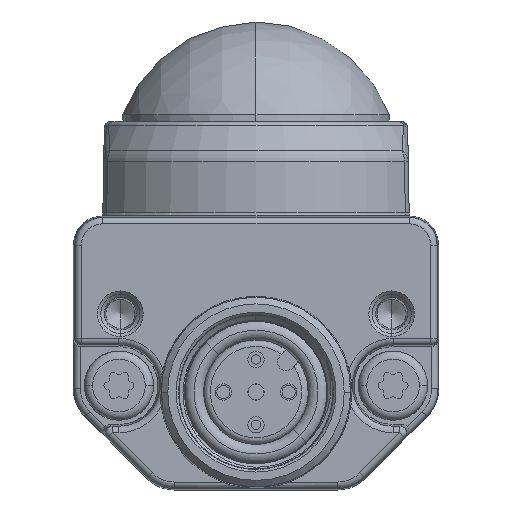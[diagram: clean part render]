
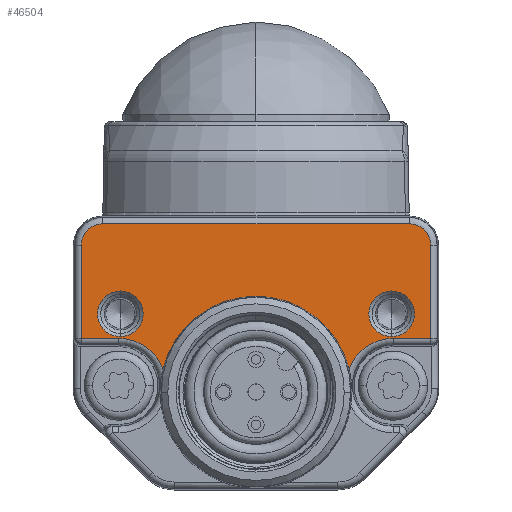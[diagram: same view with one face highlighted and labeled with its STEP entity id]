
A CAD part, left-side view. The second image highlights one B-rep face of the part: STEP entity #46504.
In plain terms, the highlighted face is planar.
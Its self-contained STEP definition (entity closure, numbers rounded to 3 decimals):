
#41463=CARTESIAN_POINT('',(13.,13.5,10.392));
#41464=DIRECTION('',(-1.,0.,0.));
#41465=DIRECTION('',(0.,1.,0.));
#41466=AXIS2_PLACEMENT_3D('',#41463,#41464,#41465);
#41468=CARTESIAN_POINT('',(13.,13.5,10.392));
#41469=DIRECTION('',(-1.,0.,0.));
#41470=DIRECTION('',(0.,-1.,0.));
#41471=AXIS2_PLACEMENT_3D('',#41468,#41469,#41470);
#41473=CARTESIAN_POINT('',(13.,13.5,-10.392));
#41474=DIRECTION('',(-1.,0.,0.));
#41475=DIRECTION('',(0.,-1.,0.));
#41476=AXIS2_PLACEMENT_3D('',#41473,#41474,#41475);
#41478=CARTESIAN_POINT('',(13.,13.5,-10.392));
#41479=DIRECTION('',(-1.,0.,0.));
#41480=DIRECTION('',(0.,1.,0.));
#41481=AXIS2_PLACEMENT_3D('',#41478,#41479,#41480);
#41483=CARTESIAN_POINT('',(13.,8.,-10.5));
#41484=DIRECTION('',(-1.,0.,0.));
#41485=DIRECTION('',(0.,0.359,0.933));
#41486=AXIS2_PLACEMENT_3D('',#41483,#41484,#41485);
#41488=CARTESIAN_POINT('',(13.,7.5,0.));
#41489=DIRECTION('',(1.,0.,0.));
#41490=DIRECTION('',(0.,0.244,-0.97));
#41491=AXIS2_PLACEMENT_3D('',#41488,#41489,#41490);
#41493=CARTESIAN_POINT('',(13.,8.,10.5));
#41494=DIRECTION('',(-1.,0.,0.));
#41495=DIRECTION('',(0.,1.,0.));
#41496=AXIS2_PLACEMENT_3D('',#41493,#41494,#41495);
#41498=DIRECTION('',(0.,0.,-1.));
#41499=VECTOR('',#41498,2.891);
#41500=CARTESIAN_POINT('',(13.,11.614,13.391));
#41501=LINE('',#41500,#41499);
#41502=DIRECTION('',(0.,-1.,0.));
#41503=VECTOR('',#41502,7.136);
#41504=CARTESIAN_POINT('',(13.,18.75,13.391));
#41505=LINE('',#41504,#41503);
#41506=CARTESIAN_POINT('',(13.,18.75,11.75));
#41507=DIRECTION('',(1.,0.,0.));
#41508=DIRECTION('',(0.,1.,0.));
#41509=AXIS2_PLACEMENT_3D('',#41506,#41507,#41508);
#41511=DIRECTION('',(0.,0.,1.));
#41512=VECTOR('',#41511,23.5);
#41513=CARTESIAN_POINT('',(13.,20.391,-11.75));
#41514=LINE('',#41513,#41512);
#41515=CARTESIAN_POINT('',(13.,18.75,-11.75));
#41516=DIRECTION('',(1.,0.,0.));
#41517=DIRECTION('',(0.,0.,-1.));
#41518=AXIS2_PLACEMENT_3D('',#41515,#41516,#41517);
#41520=DIRECTION('',(0.,1.,0.));
#41521=VECTOR('',#41520,7.136);
#41522=CARTESIAN_POINT('',(13.,11.614,-13.391));
#41523=LINE('',#41522,#41521);
#41524=DIRECTION('',(0.,0.,-1.));
#41525=VECTOR('',#41524,2.891);
#41526=CARTESIAN_POINT('',(13.,11.614,-10.5));
#41527=LINE('',#41526,#41525);
#41704=CARTESIAN_POINT('',(13.,9.297,-7.127));
#41772=CARTESIAN_POINT('',(13.,9.297,7.127));
#45782=VERTEX_POINT('',#41704);
#45783=VERTEX_POINT('',#41772);
#45848=CARTESIAN_POINT('',(13.,20.391,11.75));
#45849=CARTESIAN_POINT('',(13.,18.75,13.391));
#45850=VERTEX_POINT('',#45848);
#45851=VERTEX_POINT('',#45849);
#45856=CARTESIAN_POINT('',(13.,20.391,-11.75));
#45857=VERTEX_POINT('',#45856);
#45860=CARTESIAN_POINT('',(13.,18.75,-13.391));
#45861=VERTEX_POINT('',#45860);
#45888=CARTESIAN_POINT('',(13.,15.25,10.392));
#45889=CARTESIAN_POINT('',(13.,11.75,10.392));
#45890=VERTEX_POINT('',#45888);
#45891=VERTEX_POINT('',#45889);
#45892=CARTESIAN_POINT('',(13.,11.75,-10.392));
#45893=CARTESIAN_POINT('',(13.,15.25,-10.392));
#45894=VERTEX_POINT('',#45892);
#45895=VERTEX_POINT('',#45893);
#45896=CARTESIAN_POINT('',(13.,11.614,-10.5));
#45897=VERTEX_POINT('',#45896);
#45898=CARTESIAN_POINT('',(13.,11.614,-13.391));
#45899=VERTEX_POINT('',#45898);
#45934=CARTESIAN_POINT('',(13.,11.614,10.5));
#45935=VERTEX_POINT('',#45934);
#45936=CARTESIAN_POINT('',(13.,11.614,13.391));
#45937=VERTEX_POINT('',#45936);
#46465=CARTESIAN_POINT('',(13.,0.,0.));
#46466=DIRECTION('',(1.,0.,0.));
#46467=DIRECTION('',(0.,0.,-1.));
#46468=AXIS2_PLACEMENT_3D('',#46465,#46466,#46467);
#46469=PLANE('',#46468);
#46471=ORIENTED_EDGE('',*,*,#46470,.F.);
#46473=ORIENTED_EDGE('',*,*,#46472,.T.);
#46475=ORIENTED_EDGE('',*,*,#46474,.F.);
#46477=ORIENTED_EDGE('',*,*,#46476,.F.);
#46479=ORIENTED_EDGE('',*,*,#46478,.F.);
#46481=ORIENTED_EDGE('',*,*,#46480,.F.);
#46483=ORIENTED_EDGE('',*,*,#46482,.F.);
#46485=ORIENTED_EDGE('',*,*,#46484,.F.);
#46487=ORIENTED_EDGE('',*,*,#46486,.F.);
#46489=ORIENTED_EDGE('',*,*,#46488,.F.);
#46490=EDGE_LOOP('',(#46471,#46473,#46475,#46477,#46479,#46481,#46483,#46485,
#46487,#46489));
#46491=FACE_OUTER_BOUND('',#46490,.F.);
#46493=ORIENTED_EDGE('',*,*,#46492,.F.);
#46495=ORIENTED_EDGE('',*,*,#46494,.F.);
#46496=EDGE_LOOP('',(#46493,#46495));
#46497=FACE_BOUND('',#46496,.F.);
#46499=ORIENTED_EDGE('',*,*,#46498,.F.);
#46501=ORIENTED_EDGE('',*,*,#46500,.F.);
#46502=EDGE_LOOP('',(#46499,#46501));
#46503=FACE_BOUND('',#46502,.F.);
#46504=ADVANCED_FACE('',(#46491,#46497,#46503),#46469,.T.);
#41467=CIRCLE('',#41466,1.75);
#41472=CIRCLE('',#41471,1.75);
#41477=CIRCLE('',#41476,1.75);
#41482=CIRCLE('',#41481,1.75);
#41487=CIRCLE('',#41486,3.614);
#41492=CIRCLE('',#41491,7.35);
#41497=CIRCLE('',#41496,3.614);
#41510=CIRCLE('',#41509,1.641);
#41519=CIRCLE('',#41518,1.641);
#46470=EDGE_CURVE('',#45782,#45897,#41487,.T.);
#46472=EDGE_CURVE('',#45782,#45783,#41492,.T.);
#46474=EDGE_CURVE('',#45935,#45783,#41497,.T.);
#46476=EDGE_CURVE('',#45937,#45935,#41501,.T.);
#46478=EDGE_CURVE('',#45851,#45937,#41505,.T.);
#46480=EDGE_CURVE('',#45850,#45851,#41510,.T.);
#46482=EDGE_CURVE('',#45857,#45850,#41514,.T.);
#46484=EDGE_CURVE('',#45861,#45857,#41519,.T.);
#46486=EDGE_CURVE('',#45899,#45861,#41523,.T.);
#46488=EDGE_CURVE('',#45897,#45899,#41527,.T.);
#46492=EDGE_CURVE('',#45890,#45891,#41467,.T.);
#46494=EDGE_CURVE('',#45891,#45890,#41472,.T.);
#46498=EDGE_CURVE('',#45894,#45895,#41477,.T.);
#46500=EDGE_CURVE('',#45895,#45894,#41482,.T.);
